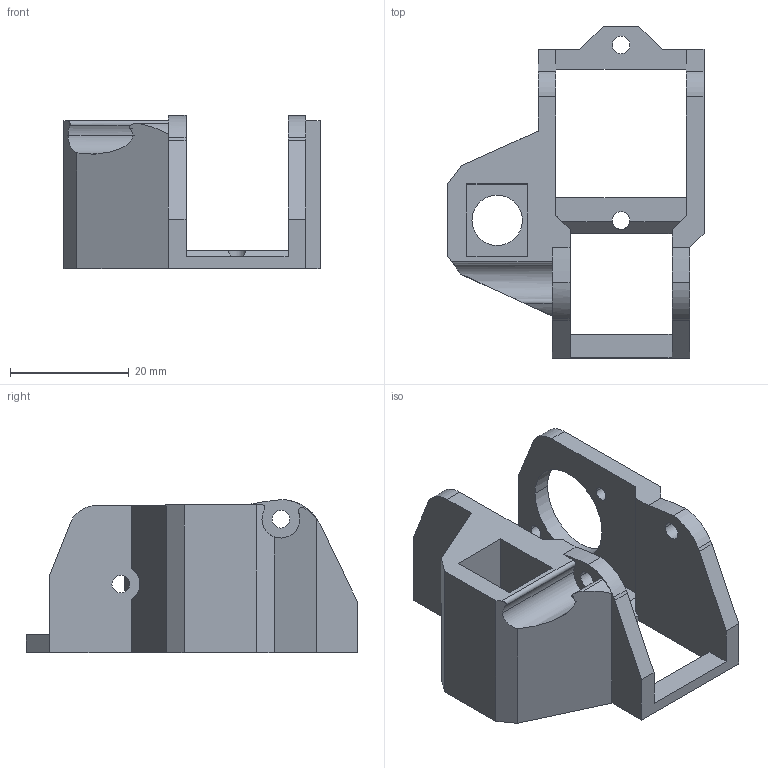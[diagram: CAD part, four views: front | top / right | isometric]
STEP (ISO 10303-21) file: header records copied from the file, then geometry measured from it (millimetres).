
FILE_DESCRIPTION (( 'STEP AP203' ), '1' );
FILE_NAME ('9.) Main Boom Holder.STEP', '2024-04-10T13:47:52', ( '' ), ( '' ), 'SwSTEP 2.0', 'SolidWorks 2024', '' );
FILE_SCHEMA (( 'CONFIG_CONTROL_DESIGN' ));
Length unit declared in the file: millimetre
Products named in the file (1): 9.) Main Boom Holder
Bounding box: 43.2 x 56 x 25.82 mm (x, y, z)
Volume: 13644.6 mm3; surface area: 8749.3 mm2
Topology: 1 solids, 1 shells, 79 faces, 236 edges, 157 vertices
Faces by surface type: plane 46, cylinder 33
Entity records: 2785 total; most frequent: CARTESIAN_POINT 518, ORIENTED_EDGE 472, DIRECTION 439, EDGE_CURVE 236, LINE 163, VECTOR 163, VERTEX_POINT 157, AXIS2_PLACEMENT_3D 138
